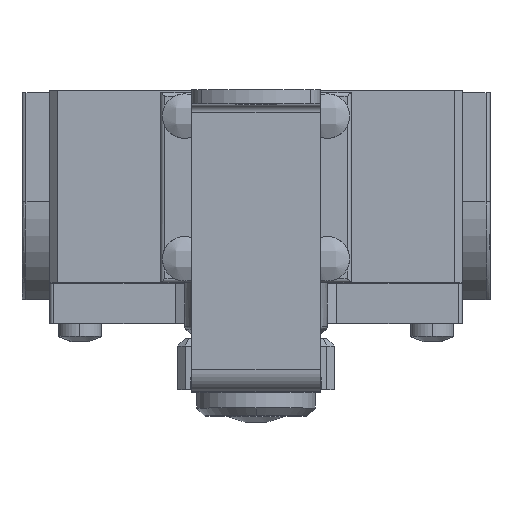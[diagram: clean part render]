
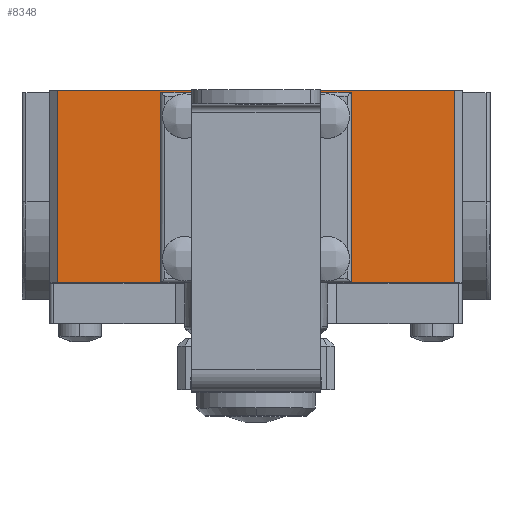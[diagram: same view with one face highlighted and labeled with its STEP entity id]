
A CAD part, top view. The second image highlights one B-rep face of the part: STEP entity #8348.
In plain terms, the highlighted planar face has unit normal (0, 0, 1).
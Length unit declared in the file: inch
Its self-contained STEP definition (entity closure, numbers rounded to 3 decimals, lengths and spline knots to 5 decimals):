
#15 = CARTESIAN_POINT ( 'NONE',  ( 0.98425, 0., 0.25591 ) ) ;
#131 = EDGE_CURVE ( 'NONE', #409, #4325, #5859, .T. ) ;
#242 = DIRECTION ( 'NONE',  ( 1., 0., 0. ) ) ;
#409 = VERTEX_POINT ( 'NONE', #1989 ) ;
#438 = CARTESIAN_POINT ( 'NONE',  ( 0.47244, 0., 0.25591 ) ) ;
#583 = VERTEX_POINT ( 'NONE', #15 ) ;
#879 = LINE ( 'NONE', #5398, #6554 ) ;
#907 = CARTESIAN_POINT ( 'NONE',  ( -0.98425, 0., 0.25591 ) ) ;
#1258 = ORIENTED_EDGE ( 'NONE', *, *, #6503, .T. ) ;
#1354 = DIRECTION ( 'NONE',  ( 0., 0., 1. ) ) ;
#1636 = CARTESIAN_POINT ( 'NONE',  ( -1.02362, -0.00984, 0.25591 ) ) ;
#1647 = ORIENTED_EDGE ( 'NONE', *, *, #5343, .F. ) ;
#1989 = CARTESIAN_POINT ( 'NONE',  ( -0.47244, -0.95472, 0.25591 ) ) ;
#2009 = EDGE_CURVE ( 'NONE', #3752, #8657, #5752, .T. ) ;
#2011 = CARTESIAN_POINT ( 'NONE',  ( 0.98425, 0., 0.25591 ) ) ;
#2228 = VECTOR ( 'NONE', #7787, 39.37008 ) ;
#2455 = VERTEX_POINT ( 'NONE', #907 ) ;
#2575 = LINE ( 'NONE', #438, #2228 ) ;
#2660 = DIRECTION ( 'NONE',  ( 0., -1., 0. ) ) ;
#3161 = VECTOR ( 'NONE', #6145, 39.37008 ) ;
#3459 = CARTESIAN_POINT ( 'NONE',  ( -0.98425, 0., 0.25591 ) ) ;
#3475 = VERTEX_POINT ( 'NONE', #8350 ) ;
#3604 = VECTOR ( 'NONE', #242, 39.37008 ) ;
#3697 = VECTOR ( 'NONE', #8494, 39.37008 ) ;
#3752 = VERTEX_POINT ( 'NONE', #6967 ) ;
#4325 = VERTEX_POINT ( 'NONE', #6850 ) ;
#4408 = VECTOR ( 'NONE', #6389, 39.37008 ) ;
#4664 = CARTESIAN_POINT ( 'NONE',  ( 0.47244, -0.95472, 0.25591 ) ) ;
#4978 = EDGE_LOOP ( 'NONE', ( #6878, #5796, #7264, #1258, #5559, #5433, #1647, #9413 ) ) ;
#5343 = EDGE_CURVE ( 'NONE', #3475, #6588, #6887, .T. ) ;
#5398 = CARTESIAN_POINT ( 'NONE',  ( 0., 0., 0.25591 ) ) ;
#5433 = ORIENTED_EDGE ( 'NONE', *, *, #5577, .T. ) ;
#5559 = ORIENTED_EDGE ( 'NONE', *, *, #2009, .T. ) ;
#5577 = EDGE_CURVE ( 'NONE', #8657, #6588, #2575, .T. ) ;
#5611 = PLANE ( 'NONE',  #8202 ) ;
#5752 = LINE ( 'NONE', #1636, #3604 ) ;
#5796 = ORIENTED_EDGE ( 'NONE', *, *, #6858, .F. ) ;
#5859 = LINE ( 'NONE', #8361, #3697 ) ;
#6101 = CARTESIAN_POINT ( 'NONE',  ( -0.47244, 0., 0.25591 ) ) ;
#6103 = CARTESIAN_POINT ( 'NONE',  ( 0.47244, -0.00984, 0.25591 ) ) ;
#6145 = DIRECTION ( 'NONE',  ( 0., 1., 0. ) ) ;
#6389 = DIRECTION ( 'NONE',  ( 0., 1., 0. ) ) ;
#6412 = DIRECTION ( 'NONE',  ( 1., 0., 0. ) ) ;
#6503 = EDGE_CURVE ( 'NONE', #409, #3752, #7748, .T. ) ;
#6554 = VECTOR ( 'NONE', #8356, 39.37008 ) ;
#6588 = VERTEX_POINT ( 'NONE', #9098 ) ;
#6654 = VECTOR ( 'NONE', #2660, 39.37008 ) ;
#6850 = CARTESIAN_POINT ( 'NONE',  ( -0.98425, -0.95472, 0.25591 ) ) ;
#6858 = EDGE_CURVE ( 'NONE', #4325, #2455, #8186, .T. ) ;
#6878 = ORIENTED_EDGE ( 'NONE', *, *, #7828, .F. ) ;
#6887 = LINE ( 'NONE', #4664, #7125 ) ;
#6956 = DIRECTION ( 'NONE',  ( -1., 0., 0. ) ) ;
#6967 = CARTESIAN_POINT ( 'NONE',  ( -0.47244, -0.00984, 0.25591 ) ) ;
#7021 = FACE_OUTER_BOUND ( 'NONE', #4978, .T. ) ;
#7125 = VECTOR ( 'NONE', #6956, 39.37008 ) ;
#7264 = ORIENTED_EDGE ( 'NONE', *, *, #131, .F. ) ;
#7748 = LINE ( 'NONE', #6101, #3161 ) ;
#7787 = DIRECTION ( 'NONE',  ( 0., -1., 0. ) ) ;
#7806 = CARTESIAN_POINT ( 'NONE',  ( -1.02362, 0., 0.25591 ) ) ;
#7828 = EDGE_CURVE ( 'NONE', #2455, #583, #879, .T. ) ;
#8186 = LINE ( 'NONE', #3459, #4408 ) ;
#8202 = AXIS2_PLACEMENT_3D ( 'NONE', #7806, #1354, #6412 ) ;
#8348 = ADVANCED_FACE ( 'NONE', ( #7021 ), #5611, .T. ) ;
#8350 = CARTESIAN_POINT ( 'NONE',  ( 0.98425, -0.95472, 0.25591 ) ) ;
#8356 = DIRECTION ( 'NONE',  ( 1., 0., 0. ) ) ;
#8361 = CARTESIAN_POINT ( 'NONE',  ( 0.47244, -0.95472, 0.25591 ) ) ;
#8494 = DIRECTION ( 'NONE',  ( -1., 0., 0. ) ) ;
#8657 = VERTEX_POINT ( 'NONE', #6103 ) ;
#9098 = CARTESIAN_POINT ( 'NONE',  ( 0.47244, -0.95472, 0.25591 ) ) ;
#9105 = LINE ( 'NONE', #2011, #6654 ) ;
#9391 = EDGE_CURVE ( 'NONE', #583, #3475, #9105, .T. ) ;
#9413 = ORIENTED_EDGE ( 'NONE', *, *, #9391, .F. ) ;
